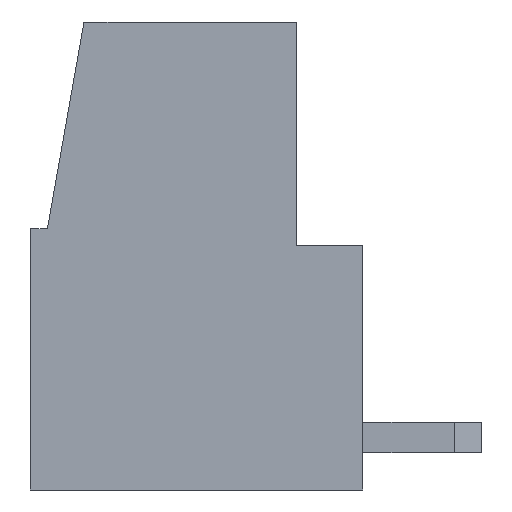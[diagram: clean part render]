
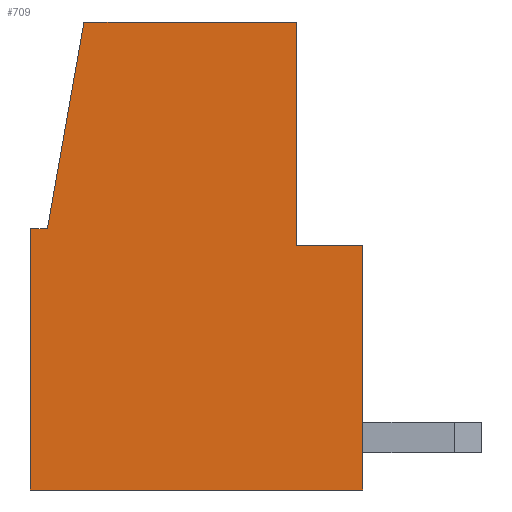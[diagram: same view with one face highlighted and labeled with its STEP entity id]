
A CAD part, left-side view. The second image highlights one B-rep face of the part: STEP entity #709.
In plain terms, the highlighted planar face has unit normal (-1, 0, 0).
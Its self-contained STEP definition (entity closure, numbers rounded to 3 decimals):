
#709 = ADVANCED_FACE( 'F0', ( #1543 ), #1544, .T. );
#1543 = FACE_OUTER_BOUND( '', #2523, .T. );
#1544 = PLANE( '', #2524 );
#2523 = EDGE_LOOP( '', ( #4493, #4494, #4495, #4496, #4497, #4498, #4499, #4500 ) );
#2524 = AXIS2_PLACEMENT_3D( '', #4501, #4502, #4503 );
#4493 = ORIENTED_EDGE( '', *, *, #6653, .F. );
#4494 = ORIENTED_EDGE( '', *, *, #6654, .F. );
#4495 = ORIENTED_EDGE( '', *, *, #6609, .F. );
#4496 = ORIENTED_EDGE( '', *, *, #6655, .T. );
#4497 = ORIENTED_EDGE( '', *, *, #6656, .F. );
#4498 = ORIENTED_EDGE( '', *, *, #6094, .F. );
#4499 = ORIENTED_EDGE( '', *, *, #6532, .F. );
#4500 = ORIENTED_EDGE( '', *, *, #6657, .F. );
#4501 = CARTESIAN_POINT( '', ( -2.54, 0., 0. ) );
#4502 = DIRECTION( '', ( -1., 0., 0. ) );
#4503 = DIRECTION( '', ( 0., 1., 0. ) );
#6094 = EDGE_CURVE( '', #7402, #7403, #7404, .T. );
#6532 = EDGE_CURVE( '', #8071, #7402, #8073, .T. );
#6609 = EDGE_CURVE( '', #8175, #8177, #8178, .T. );
#6653 = EDGE_CURVE( '', #8246, #8247, #8248, .T. );
#6654 = EDGE_CURVE( '', #8177, #8246, #8249, .T. );
#6655 = EDGE_CURVE( '', #8175, #8250, #8251, .T. );
#6656 = EDGE_CURVE( '', #7403, #8250, #8252, .T. );
#6657 = EDGE_CURVE( '', #8247, #8071, #8253, .T. );
#7402 = VERTEX_POINT( '', #9243 );
#7403 = VERTEX_POINT( '', #9244 );
#7404 = LINE( '', #9245, #9246 );
#8071 = VERTEX_POINT( '', #10225 );
#8073 = LINE( '', #10228, #10229 );
#8175 = VERTEX_POINT( '', #10386 );
#8177 = VERTEX_POINT( '', #10389 );
#8178 = LINE( '', #10390, #10391 );
#8246 = VERTEX_POINT( '', #10490 );
#8247 = VERTEX_POINT( '', #10491 );
#8248 = LINE( '', #10492, #10493 );
#8249 = LINE( '', #10494, #10495 );
#8250 = VERTEX_POINT( '', #10496 );
#8251 = LINE( '', #10497, #10498 );
#8252 = LINE( '', #10499, #10500 );
#8253 = LINE( '', #10501, #10502 );
#9243 = CARTESIAN_POINT( '', ( -2.54, -7.85, 7.2 ) );
#9244 = CARTESIAN_POINT( '', ( -2.54, -9.8, 7.2 ) );
#9245 = CARTESIAN_POINT( '', ( -2.54, -21.3, 7.2 ) );
#9246 = VECTOR( '', #11219, 1000. );
#10225 = CARTESIAN_POINT( '', ( -2.54, -7.85, 13.8 ) );
#10228 = CARTESIAN_POINT( '', ( -2.54, -7.85, -3.05 ) );
#10229 = VECTOR( '', #11599, 1000. );
#10386 = CARTESIAN_POINT( '', ( -2.54, 0., 0. ) );
#10389 = CARTESIAN_POINT( '', ( -2.54, 0., 7.7 ) );
#10390 = CARTESIAN_POINT( '', ( -2.54, 0., -3.05 ) );
#10391 = VECTOR( '', #11659, 1000. );
#10490 = CARTESIAN_POINT( '', ( -2.54, -0.5, 7.7 ) );
#10491 = CARTESIAN_POINT( '', ( -2.54, -1.576, 13.8 ) );
#10492 = CARTESIAN_POINT( '', ( -2.54, 1.396, -3.05 ) );
#10493 = VECTOR( '', #11706, 1000. );
#10494 = CARTESIAN_POINT( '', ( -2.54, -21.3, 7.7 ) );
#10495 = VECTOR( '', #11707, 1000. );
#10496 = CARTESIAN_POINT( '', ( -2.54, -9.8, 0. ) );
#10497 = CARTESIAN_POINT( '', ( -2.54, -21.3, 0. ) );
#10498 = VECTOR( '', #11708, 1000. );
#10499 = CARTESIAN_POINT( '', ( -2.54, -9.8, -3.05 ) );
#10500 = VECTOR( '', #11709, 1000. );
#10501 = CARTESIAN_POINT( '', ( -2.54, -21.3, 13.8 ) );
#10502 = VECTOR( '', #11710, 1000. );
#11219 = DIRECTION( '', ( 0., -1., 0. ) );
#11599 = DIRECTION( '', ( 0., 0., -1. ) );
#11659 = DIRECTION( '', ( 0., 0., 1. ) );
#11706 = DIRECTION( '', ( 0., -0.174, 0.985 ) );
#11707 = DIRECTION( '', ( 0., -1., 0. ) );
#11708 = DIRECTION( '', ( 0., -1., 0. ) );
#11709 = DIRECTION( '', ( 0., 0., -1. ) );
#11710 = DIRECTION( '', ( 0., -1., 0. ) );
